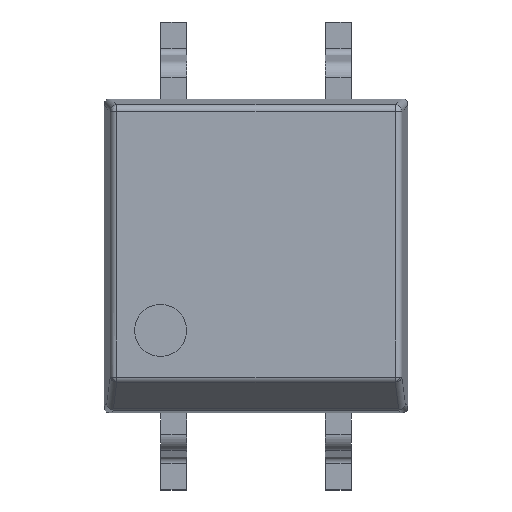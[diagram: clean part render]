
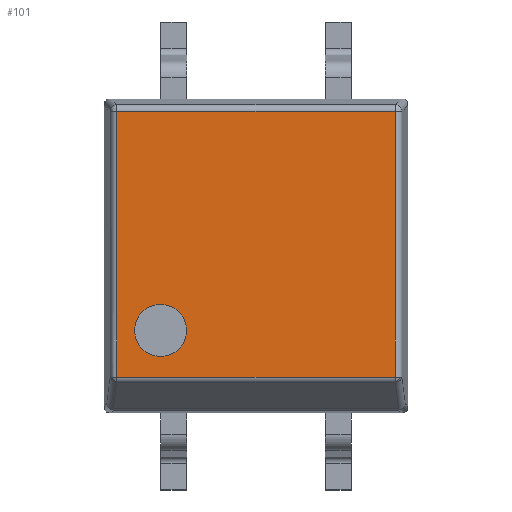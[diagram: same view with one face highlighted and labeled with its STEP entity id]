
A CAD part, top view. The second image highlights one B-rep face of the part: STEP entity #101.
In plain terms, the highlighted planar face has unit normal (0, 0, 1).
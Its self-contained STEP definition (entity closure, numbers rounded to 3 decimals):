
#101=ADVANCED_FACE('',(#1043,#1045),#1047,.T.);
#1043=FACE_BOUND('',#1044,.T.);
#1044=EDGE_LOOP('',(#1889,#1890,#1891,#1892));
#1045=FACE_BOUND('',#1046,.T.);
#1046=EDGE_LOOP('',(#1893));
#1047=PLANE('',#1048);
#1048=AXIS2_PLACEMENT_3D('',#1049,#1050,#1051);
#1049=CARTESIAN_POINT('',(0.,0.,2.13));
#1050=DIRECTION('',(0.,0.,1.));
#1051=DIRECTION('',(1.,0.,0.));
#1889=ORIENTED_EDGE('',*,*,#2397,.T.);
#1890=ORIENTED_EDGE('',*,*,#2398,.T.);
#1891=ORIENTED_EDGE('',*,*,#2399,.T.);
#1892=ORIENTED_EDGE('',*,*,#2400,.T.);
#1893=ORIENTED_EDGE('',*,*,#2401,.T.);
#2397=EDGE_CURVE('',#2659,#2660,#2661,.T.);
#2398=EDGE_CURVE('',#2660,#2662,#2663,.T.);
#2399=EDGE_CURVE('',#2662,#2664,#2665,.T.);
#2400=EDGE_CURVE('',#2664,#2659,#2666,.T.);
#2401=EDGE_CURVE('',#2667,#2667,#2668,.F.);
#2659=VERTEX_POINT('',#3109);
#2660=VERTEX_POINT('',#3110);
#2661=LINE('',#3111,#3112);
#2662=VERTEX_POINT('',#3114);
#2663=LINE('',#3115,#3116);
#2664=VERTEX_POINT('',#3118);
#2665=LINE('',#3119,#3120);
#2666=LINE('',#3122,#3123);
#2667=VERTEX_POINT('',#3125);
#2668=CIRCLE('',#3126,0.4);
#3109=CARTESIAN_POINT('',(2.146,-1.87,2.13));
#3110=CARTESIAN_POINT('',(2.146,2.226,2.13));
#3111=CARTESIAN_POINT('',(2.146,-1.87,2.13));
#3112=VECTOR('',#3113,1.);
#3113=DIRECTION('',(0.,1.,0.));
#3114=CARTESIAN_POINT('',(-2.146,2.226,2.13));
#3115=CARTESIAN_POINT('',(2.146,2.226,2.13));
#3116=VECTOR('',#3117,1.);
#3117=DIRECTION('',(-1.,0.,0.));
#3118=CARTESIAN_POINT('',(-2.146,-1.87,2.13));
#3119=CARTESIAN_POINT('',(-2.146,2.226,2.13));
#3120=VECTOR('',#3121,1.);
#3121=DIRECTION('',(0.,-1.,0.));
#3122=CARTESIAN_POINT('',(-2.146,-1.87,2.13));
#3123=VECTOR('',#3124,1.);
#3124=DIRECTION('',(1.,0.,0.));
#3125=CARTESIAN_POINT('',(-1.07,-1.15,2.13));
#3126=AXIS2_PLACEMENT_3D('',#3127,#3128,#3129);
#3127=CARTESIAN_POINT('',(-1.47,-1.15,2.13));
#3128=DIRECTION('',(0.,0.,1.));
#3129=DIRECTION('',(1.,0.,0.));
